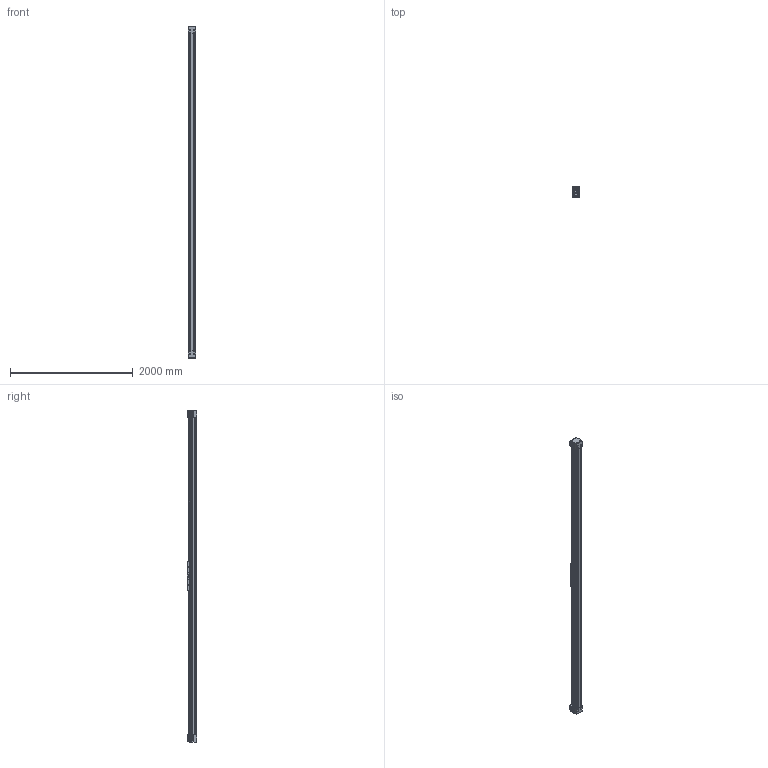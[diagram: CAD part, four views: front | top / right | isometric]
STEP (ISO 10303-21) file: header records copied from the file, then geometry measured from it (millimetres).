
FILE_DESCRIPTION (( 'STEP AP214' ), '1' );
FILE_NAME ('BLM100-4700-5420_Bondy.STEP', '2023-03-15T13:54:22', ( '' ), ( '' ), 'SwSTEP 2.0', 'SolidWorks 2023', '' );
FILE_SCHEMA (( 'AUTOMOTIVE_DESIGN' ));
Length unit declared in the file: millimetre
Products named in the file (1): BLM100-4700-5420_Bondy
Bounding box: 130 x 159 x 5420 mm (x, y, z)
Volume: 55430825.5 mm3; surface area: 5798904.2 mm2
Topology: 50 solids, 58 shells, 8786 faces, 25218 edges, 16644 vertices
Faces by surface type: plane 5125, cylinder 3313, torus 168, sphere 100, cone 56, bspline 24
Entity records: 390610 total; most frequent: CARTESIAN_POINT 57377, ORIENTED_EDGE 49940, DIRECTION 49572, EDGE_CURVE 24970, LINE 17418, VECTOR 17418, VERTEX_POINT 16508, AXIS2_PLACEMENT_3D 16077
